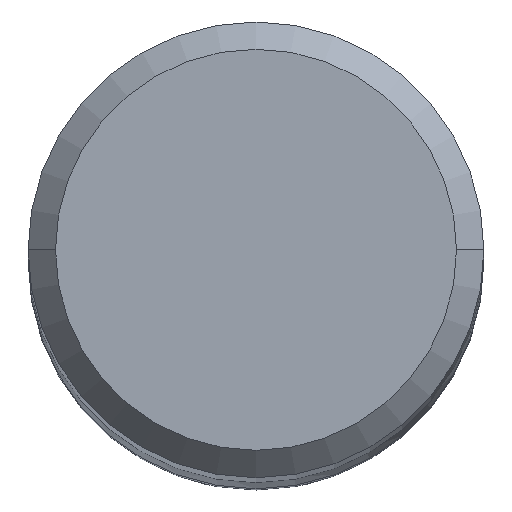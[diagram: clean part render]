
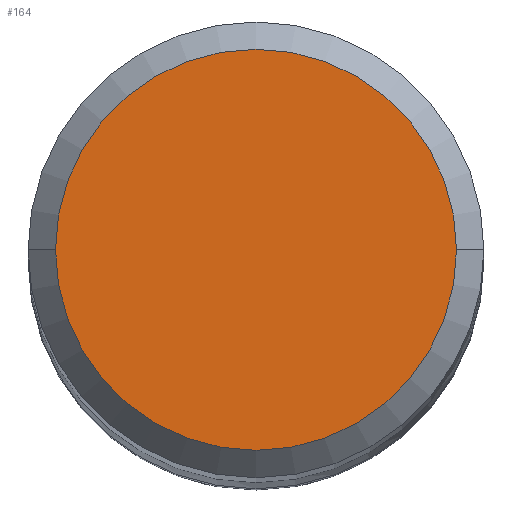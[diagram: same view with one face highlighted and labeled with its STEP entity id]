
A CAD part, top view. The second image highlights one B-rep face of the part: STEP entity #164.
In plain terms, the highlighted planar face has unit normal (0, 0, 1).
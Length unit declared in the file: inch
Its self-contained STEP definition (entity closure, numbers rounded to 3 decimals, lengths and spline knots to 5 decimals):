
#12 = AXIS2_PLACEMENT_3D ( 'NONE', #75, #201, #306 ) ;
#16 = DIRECTION ( 'NONE',  ( 0., 0., 1. ) ) ;
#68 = EDGE_CURVE ( 'NONE', #381, #221, #72, .T. ) ;
#72 = CIRCLE ( 'NONE', #12, 0.11 ) ;
#75 = CARTESIAN_POINT ( 'NONE',  ( 0., 0., 4. ) ) ;
#89 = CARTESIAN_POINT ( 'NONE',  ( 0., 0., 4. ) ) ;
#97 = AXIS2_PLACEMENT_3D ( 'NONE', #89, #16, #157 ) ;
#110 = CARTESIAN_POINT ( 'NONE',  ( 0.11, 0., 4. ) ) ;
#122 = DIRECTION ( 'NONE',  ( 1., 0., 0. ) ) ;
#136 = EDGE_CURVE ( 'NONE', #221, #381, #293, .T. ) ;
#157 = DIRECTION ( 'NONE',  ( 1., 0., 0. ) ) ;
#164 = ADVANCED_FACE ( 'NONE', ( #394 ), #367, .T. ) ;
#201 = DIRECTION ( 'NONE',  ( 0., 0., 1. ) ) ;
#203 = CARTESIAN_POINT ( 'NONE',  ( -0.11, 0., 4. ) ) ;
#204 = AXIS2_PLACEMENT_3D ( 'NONE', #237, #211, #122 ) ;
#211 = DIRECTION ( 'NONE',  ( 0., 0., 1. ) ) ;
#221 = VERTEX_POINT ( 'NONE', #203 ) ;
#225 = EDGE_LOOP ( 'NONE', ( #317, #315 ) ) ;
#237 = CARTESIAN_POINT ( 'NONE',  ( 0., 0., 4. ) ) ;
#293 = CIRCLE ( 'NONE', #97, 0.11 ) ;
#306 = DIRECTION ( 'NONE',  ( 1., 0., 0. ) ) ;
#315 = ORIENTED_EDGE ( 'NONE', *, *, #68, .T. ) ;
#317 = ORIENTED_EDGE ( 'NONE', *, *, #136, .T. ) ;
#367 = PLANE ( 'NONE',  #204 ) ;
#381 = VERTEX_POINT ( 'NONE', #110 ) ;
#394 = FACE_OUTER_BOUND ( 'NONE', #225, .T. ) ;
